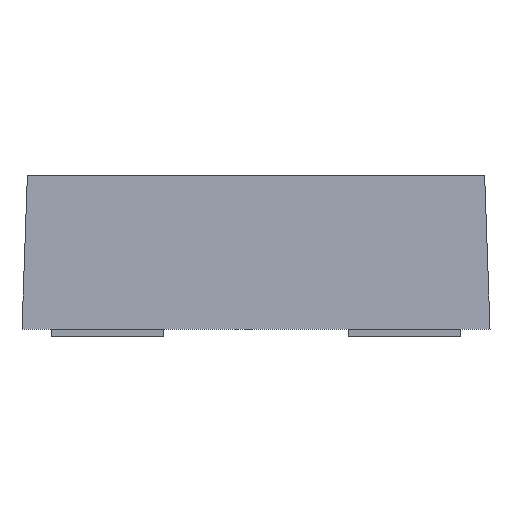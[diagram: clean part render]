
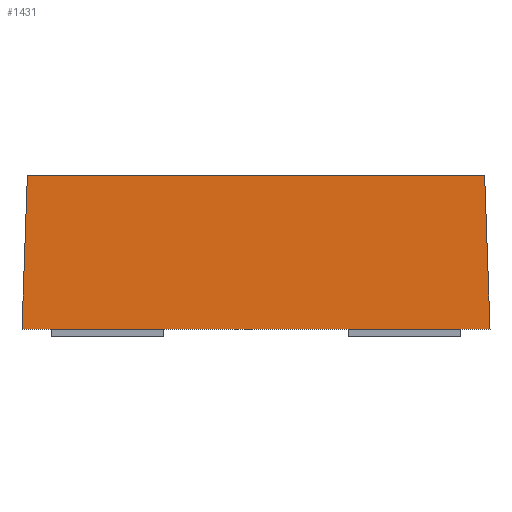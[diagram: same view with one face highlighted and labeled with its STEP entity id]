
A CAD part, front view. The second image highlights one B-rep face of the part: STEP entity #1431.
In plain terms, the highlighted planar face has unit normal (0, -0.999, 0.035).
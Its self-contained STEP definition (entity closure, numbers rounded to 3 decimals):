
#330 = VERTEX_POINT('',#331);
#331 = CARTESIAN_POINT('',(-1.563,-1.563,1.1));
#337 = EDGE_CURVE('',#330,#338,#340,.T.);
#338 = VERTEX_POINT('',#339);
#339 = CARTESIAN_POINT('',(1.563,-1.563,1.1));
#340 = LINE('',#341,#342);
#341 = CARTESIAN_POINT('',(1.6,-1.563,1.1));
#342 = VECTOR('',#343,1.);
#343 = DIRECTION('',(1.,0.,0.));
#1431 = ADVANCED_FACE('',(#1432),#1457,.T.);
#1432 = FACE_BOUND('',#1433,.T.);
#1433 = EDGE_LOOP('',(#1434,#1435,#1443,#1451));
#1434 = ORIENTED_EDGE('',*,*,#337,.F.);
#1435 = ORIENTED_EDGE('',*,*,#1436,.T.);
#1436 = EDGE_CURVE('',#330,#1437,#1439,.T.);
#1437 = VERTEX_POINT('',#1438);
#1438 = CARTESIAN_POINT('',(-1.6,-1.6,0.05));
#1439 = LINE('',#1440,#1441);
#1440 = CARTESIAN_POINT('',(-1.563,-1.563,1.1));
#1441 = VECTOR('',#1442,1.);
#1442 = DIRECTION('',(-0.035,-0.035,
    -0.999));
#1443 = ORIENTED_EDGE('',*,*,#1444,.T.);
#1444 = EDGE_CURVE('',#1437,#1445,#1447,.T.);
#1445 = VERTEX_POINT('',#1446);
#1446 = CARTESIAN_POINT('',(1.6,-1.6,0.05));
#1447 = LINE('',#1448,#1449);
#1448 = CARTESIAN_POINT('',(-1.6,-1.6,0.05));
#1449 = VECTOR('',#1450,1.);
#1450 = DIRECTION('',(1.,0.,0.));
#1451 = ORIENTED_EDGE('',*,*,#1452,.T.);
#1452 = EDGE_CURVE('',#1445,#338,#1453,.T.);
#1453 = LINE('',#1454,#1455);
#1454 = CARTESIAN_POINT('',(1.6,-1.6,0.05));
#1455 = VECTOR('',#1456,1.);
#1456 = DIRECTION('',(-0.035,0.035,
    0.999));
#1457 = PLANE('',#1458);
#1458 = AXIS2_PLACEMENT_3D('',#1459,#1460,#1461);
#1459 = CARTESIAN_POINT('',(-1.6,-1.6,0.05));
#1460 = DIRECTION('',(0.,-0.999,0.035));
#1461 = DIRECTION('',(0.,-0.035,-0.999));
